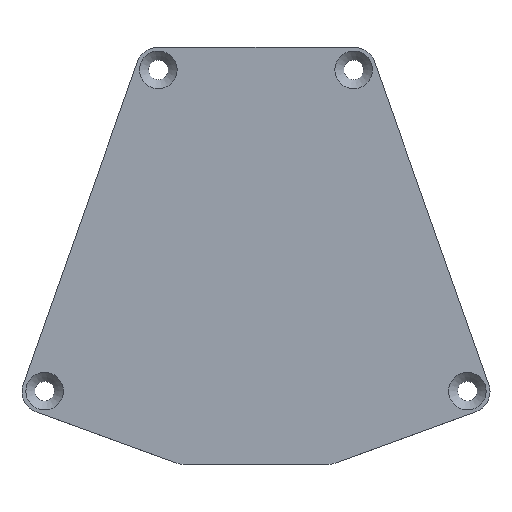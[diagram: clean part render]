
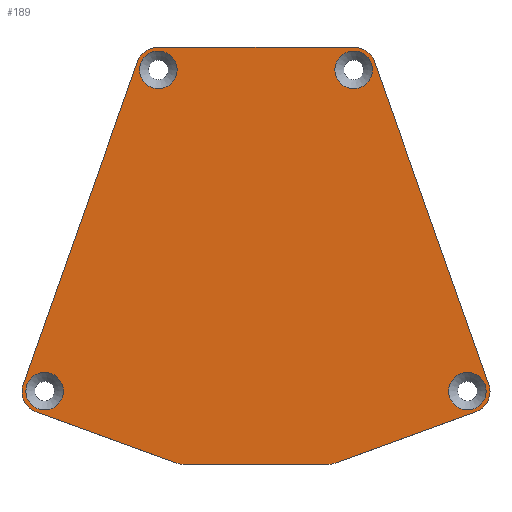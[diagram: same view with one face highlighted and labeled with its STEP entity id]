
A CAD part, top view. The second image highlights one B-rep face of the part: STEP entity #189.
In plain terms, the highlighted planar face has unit normal (0, 0, 1).
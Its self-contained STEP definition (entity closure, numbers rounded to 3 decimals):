
#27=CARTESIAN_POINT('',(-0.,0.,23.3));
#28=DIRECTION('',(0.,0.,1.));
#29=DIRECTION('',(1.,0.,0.));
#30=AXIS2_PLACEMENT_3D('',#27,#28,#29);
#31=PLANE('',#30);
#32=CARTESIAN_POINT('',(13.254,30.426,23.3));
#33=VERTEX_POINT('',#32);
#34=CARTESIAN_POINT('',(10.991,32.025,23.3));
#35=VERTEX_POINT('',#34);
#36=CARTESIAN_POINT('',(10.991,29.625,23.3));
#37=DIRECTION('',(0.,0.,1.));
#38=DIRECTION('',(1.,0.,-0.));
#39=AXIS2_PLACEMENT_3D('',#36,#37,#38);
#40=CIRCLE('',#39,2.4);
#41=EDGE_CURVE('',#33,#35,#40,.T.);
#42=ORIENTED_EDGE('',*,*,#41,.T.);
#43=CARTESIAN_POINT('',(-10.991,32.025,23.3));
#44=VERTEX_POINT('',#43);
#45=CARTESIAN_POINT('',(-10.991,32.025,23.3));
#46=DIRECTION('',(1.,0.,-0.));
#47=VECTOR('',#46,21.983);
#48=LINE('',#45,#47);
#49=EDGE_CURVE('',#44,#35,#48,.T.);
#50=ORIENTED_EDGE('',*,*,#49,.F.);
#51=CARTESIAN_POINT('',(-13.254,30.426,23.3));
#52=VERTEX_POINT('',#51);
#53=CARTESIAN_POINT('',(-10.991,29.625,23.3));
#54=DIRECTION('',(0.,0.,1.));
#55=DIRECTION('',(1.,0.,-0.));
#56=AXIS2_PLACEMENT_3D('',#53,#54,#55);
#57=CIRCLE('',#56,2.4);
#58=EDGE_CURVE('',#44,#52,#57,.T.);
#59=ORIENTED_EDGE('',*,*,#58,.T.);
#60=CARTESIAN_POINT('',(-26.022,-5.66,23.3));
#61=VERTEX_POINT('',#60);
#62=CARTESIAN_POINT('',(-13.254,30.426,23.3));
#63=DIRECTION('',(-0.334,-0.943,0.));
#64=VECTOR('',#63,38.278);
#65=LINE('',#62,#64);
#66=EDGE_CURVE('',#52,#61,#65,.T.);
#67=ORIENTED_EDGE('',*,*,#66,.T.);
#68=CARTESIAN_POINT('',(-26.159,-6.461,23.3));
#69=VERTEX_POINT('',#68);
#70=CARTESIAN_POINT('',(-23.759,-6.461,23.3));
#71=DIRECTION('',(0.,0.,1.));
#72=DIRECTION('',(1.,0.,-0.));
#73=AXIS2_PLACEMENT_3D('',#70,#71,#72);
#74=CIRCLE('',#73,2.4);
#75=EDGE_CURVE('',#61,#69,#74,.T.);
#76=ORIENTED_EDGE('',*,*,#75,.T.);
#77=CARTESIAN_POINT('',(-24.58,-8.716,23.3));
#78=VERTEX_POINT('',#77);
#79=CARTESIAN_POINT('',(-23.759,-6.461,23.3));
#80=DIRECTION('',(0.,0.,1.));
#81=DIRECTION('',(1.,0.,-0.));
#82=AXIS2_PLACEMENT_3D('',#79,#80,#81);
#83=CIRCLE('',#82,2.4);
#84=EDGE_CURVE('',#69,#78,#83,.T.);
#85=ORIENTED_EDGE('',*,*,#84,.T.);
#86=CARTESIAN_POINT('',(-8.853,-14.44,23.3));
#87=VERTEX_POINT('',#86);
#88=CARTESIAN_POINT('',(-8.853,-14.44,23.3));
#89=DIRECTION('',(-0.94,0.342,0.));
#90=VECTOR('',#89,16.737);
#91=LINE('',#88,#90);
#92=EDGE_CURVE('',#87,#78,#91,.T.);
#93=ORIENTED_EDGE('',*,*,#92,.F.);
#94=CARTESIAN_POINT('',(-7.998,-14.591,23.3));
#95=VERTEX_POINT('',#94);
#96=CARTESIAN_POINT('',(-7.998,-12.091,23.3));
#97=DIRECTION('',(0.,0.,1.));
#98=DIRECTION('',(1.,0.,-0.));
#99=AXIS2_PLACEMENT_3D('',#96,#97,#98);
#100=CIRCLE('',#99,2.5);
#101=EDGE_CURVE('',#87,#95,#100,.T.);
#102=ORIENTED_EDGE('',*,*,#101,.T.);
#103=CARTESIAN_POINT('',(7.998,-14.591,23.3));
#104=VERTEX_POINT('',#103);
#105=CARTESIAN_POINT('',(7.998,-14.591,23.3));
#106=DIRECTION('',(-1.,0.,0.));
#107=VECTOR('',#106,15.995);
#108=LINE('',#105,#107);
#109=EDGE_CURVE('',#104,#95,#108,.T.);
#110=ORIENTED_EDGE('',*,*,#109,.F.);
#111=CARTESIAN_POINT('',(8.853,-14.44,23.3));
#112=VERTEX_POINT('',#111);
#113=CARTESIAN_POINT('',(7.998,-12.091,23.3));
#114=DIRECTION('',(0.,0.,1.));
#115=DIRECTION('',(1.,0.,-0.));
#116=AXIS2_PLACEMENT_3D('',#113,#114,#115);
#117=CIRCLE('',#116,2.5);
#118=EDGE_CURVE('',#104,#112,#117,.T.);
#119=ORIENTED_EDGE('',*,*,#118,.T.);
#120=CARTESIAN_POINT('',(24.58,-8.716,23.3));
#121=VERTEX_POINT('',#120);
#122=CARTESIAN_POINT('',(8.853,-14.44,23.3));
#123=DIRECTION('',(0.94,0.342,0.));
#124=VECTOR('',#123,16.737);
#125=LINE('',#122,#124);
#126=EDGE_CURVE('',#112,#121,#125,.T.);
#127=ORIENTED_EDGE('',*,*,#126,.T.);
#128=CARTESIAN_POINT('',(26.022,-5.66,23.3));
#129=VERTEX_POINT('',#128);
#130=CARTESIAN_POINT('',(23.759,-6.461,23.3));
#131=DIRECTION('',(0.,0.,1.));
#132=DIRECTION('',(1.,0.,-0.));
#133=AXIS2_PLACEMENT_3D('',#130,#131,#132);
#134=CIRCLE('',#133,2.4);
#135=EDGE_CURVE('',#121,#129,#134,.T.);
#136=ORIENTED_EDGE('',*,*,#135,.T.);
#137=CARTESIAN_POINT('',(13.254,30.426,23.3));
#138=DIRECTION('',(0.334,-0.943,0.));
#139=VECTOR('',#138,38.278);
#140=LINE('',#137,#139);
#141=EDGE_CURVE('',#33,#129,#140,.T.);
#142=ORIENTED_EDGE('',*,*,#141,.F.);
#143=EDGE_LOOP('',(#42,#50,#59,#67,#76,#85,#93,#102,#110,#119,#127,#136,#142));
#144=FACE_BOUND('',#143,.T.);
#145=CARTESIAN_POINT('',(-8.821,29.525,23.3));
#146=VERTEX_POINT('',#145);
#147=CARTESIAN_POINT('',(-10.921,29.525,23.3));
#148=DIRECTION('',(-0.,-0.,-1.));
#149=DIRECTION('',(1.,0.,-0.));
#150=AXIS2_PLACEMENT_3D('',#147,#148,#149);
#151=CIRCLE('',#150,2.1);
#152=EDGE_CURVE('',#146,#146,#151,.T.);
#153=ORIENTED_EDGE('',*,*,#152,.T.);
#154=EDGE_LOOP('',(#153));
#155=FACE_BOUND('',#154,.T.);
#156=CARTESIAN_POINT('',(-21.532,-6.401,23.3));
#157=VERTEX_POINT('',#156);
#158=CARTESIAN_POINT('',(-23.632,-6.401,23.3));
#159=DIRECTION('',(-0.,-0.,-1.));
#160=DIRECTION('',(1.,0.,-0.));
#161=AXIS2_PLACEMENT_3D('',#158,#159,#160);
#162=CIRCLE('',#161,2.1);
#163=EDGE_CURVE('',#157,#157,#162,.T.);
#164=ORIENTED_EDGE('',*,*,#163,.T.);
#165=EDGE_LOOP('',(#164));
#166=FACE_BOUND('',#165,.T.);
#167=CARTESIAN_POINT('',(25.732,-6.401,23.3));
#168=VERTEX_POINT('',#167);
#169=CARTESIAN_POINT('',(23.632,-6.401,23.3));
#170=DIRECTION('',(-0.,-0.,-1.));
#171=DIRECTION('',(1.,0.,-0.));
#172=AXIS2_PLACEMENT_3D('',#169,#170,#171);
#173=CIRCLE('',#172,2.1);
#174=EDGE_CURVE('',#168,#168,#173,.T.);
#175=ORIENTED_EDGE('',*,*,#174,.T.);
#176=EDGE_LOOP('',(#175));
#177=FACE_BOUND('',#176,.T.);
#178=CARTESIAN_POINT('',(13.021,29.525,23.3));
#179=VERTEX_POINT('',#178);
#180=CARTESIAN_POINT('',(10.921,29.525,23.3));
#181=DIRECTION('',(-0.,-0.,-1.));
#182=DIRECTION('',(1.,0.,-0.));
#183=AXIS2_PLACEMENT_3D('',#180,#181,#182);
#184=CIRCLE('',#183,2.1);
#185=EDGE_CURVE('',#179,#179,#184,.T.);
#186=ORIENTED_EDGE('',*,*,#185,.T.);
#187=EDGE_LOOP('',(#186));
#188=FACE_BOUND('',#187,.T.);
#189=ADVANCED_FACE('',(#144,#155,#166,#177,#188),#31,.T.);
